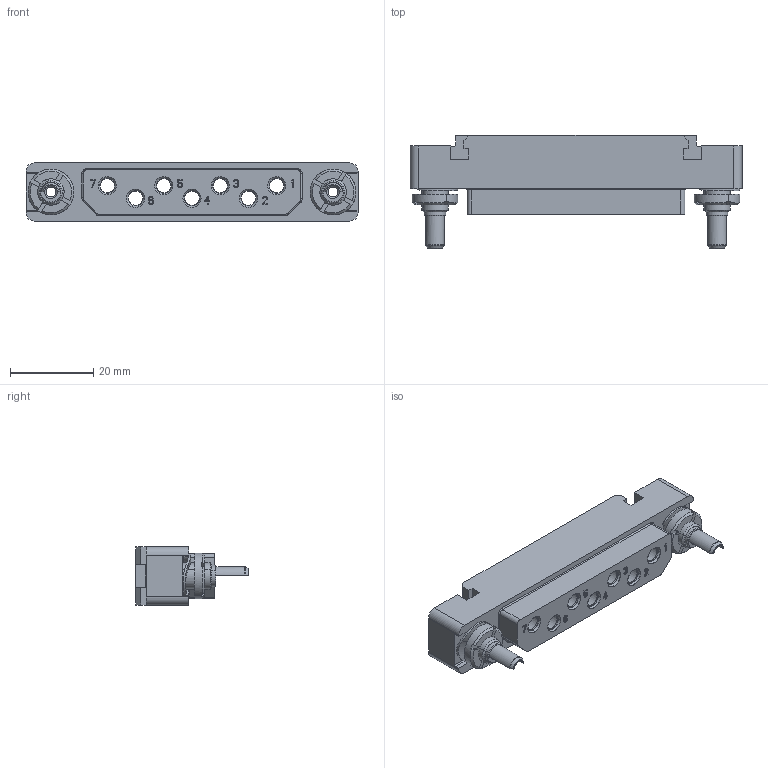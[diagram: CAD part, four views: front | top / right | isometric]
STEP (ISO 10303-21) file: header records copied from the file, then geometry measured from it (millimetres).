
FILE_DESCRIPTION((''),'2;1');
FILE_NAME('1900ND06S2B00A','2020-08-05T',('presta_be4'),(''),'CREO PARAMETRIC BY PTC INC, 2018360','CREO PARAMETRIC BY PTC INC, 2018360','');
FILE_SCHEMA(('CONFIG_CONTROL_DESIGN'));
Products named in the file (1): 1900ND06S2B00A
Bounding box: 80 x 27.34 x 14 mm (x, y, z)
Volume: 12991.5 mm3; surface area: 11001.7 mm2
Topology: 1 solids, 1 shells, 1627 faces, 4471 edges, 2950 vertices
Faces by surface type: plane 1084, cylinder 355, cone 100, bspline 32, torus 30, extrusion 26
Entity records: 63069 total; most frequent: CARTESIAN_POINT 21928, ORIENTED_EDGE 8934, DIRECTION 7923, EDGE_CURVE 4467, VECTOR 3237, LINE 3211, VERTEX_POINT 2950, AXIS2_PLACEMENT_3D 2343
